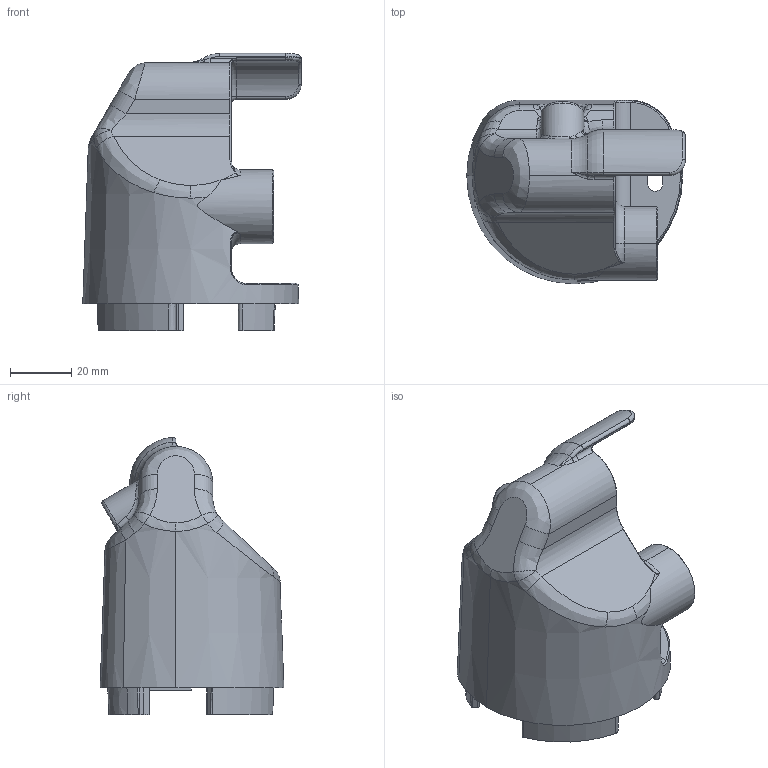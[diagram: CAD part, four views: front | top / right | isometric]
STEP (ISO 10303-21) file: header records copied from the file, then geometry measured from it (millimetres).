
FILE_DESCRIPTION (( 'STEP AP214' ), '1' );
FILE_NAME ('Front Housing_REV2.STEP', '2024-10-21T13:07:47', ( '' ), ( '' ), 'SwSTEP 2.0', 'SolidWorks 2024', '' );
FILE_SCHEMA (( 'AUTOMOTIVE_DESIGN' ));
Length unit declared in the file: millimetre
Products named in the file (1): Front Housing_REV2
Bounding box: 71.19 x 59.87 x 90.31 mm (x, y, z)
Volume: 82276.7 mm3; surface area: 36133.8 mm2
Topology: 1 solids, 1 shells, 434 faces, 1119 edges, 674 vertices
Faces by surface type: cylinder 174, plane 84, bspline 82, cone 72, torus 20, sphere 2
Entity records: 22347 total; most frequent: CARTESIAN_POINT 7787, ORIENTED_EDGE 2170, DIRECTION 1936, EDGE_CURVE 1085, AXIS2_PLACEMENT_3D 771, VERTEX_POINT 674, EDGE_LOOP 463, UNCERTAINTY_MEASURE_WITH_UNIT 436
